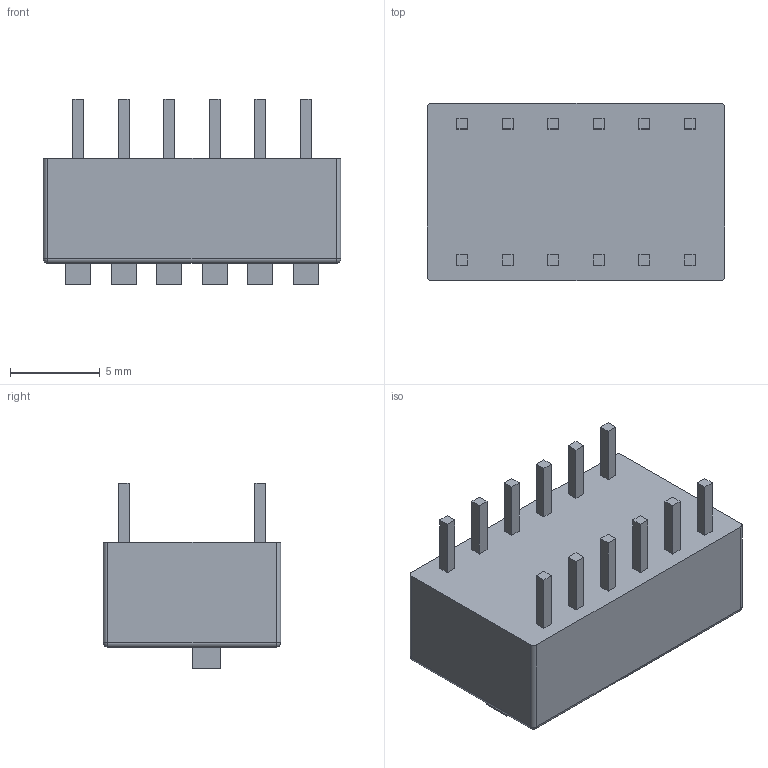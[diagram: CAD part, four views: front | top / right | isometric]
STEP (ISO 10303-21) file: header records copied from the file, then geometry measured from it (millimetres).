
FILE_DESCRIPTION (( 'STEP AP203' ), '1' );
FILE_NAME ('Dip Switch 6.STEP', '2019-12-20T16:36:02', ( '' ), ( '' ), 'SwSTEP 2.0', 'SolidWorks 2017', '' );
FILE_SCHEMA (( 'CONFIG_CONTROL_DESIGN' ));
Length unit declared in the file: millimetre
Products named in the file (1): Dip Switch 6
Bounding box: 16.6 x 9.9 x 10.35 mm (x, y, z)
Volume: 989.4 mm3; surface area: 946 mm2
Topology: 13 solids, 13 shells, 180 faces, 400 edges, 260 vertices
Faces by surface type: plane 168, cylinder 8, sphere 4
Entity records: 4893 total; most frequent: CARTESIAN_POINT 837, ORIENTED_EDGE 792, DIRECTION 774, EDGE_CURVE 396, LINE 380, VECTOR 380, VERTEX_POINT 260, EDGE_LOOP 198
